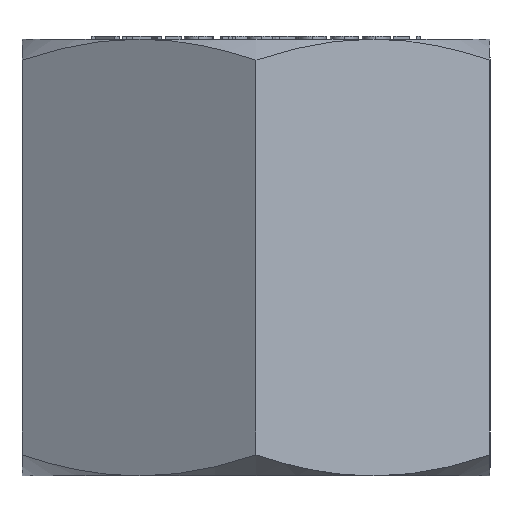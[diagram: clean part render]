
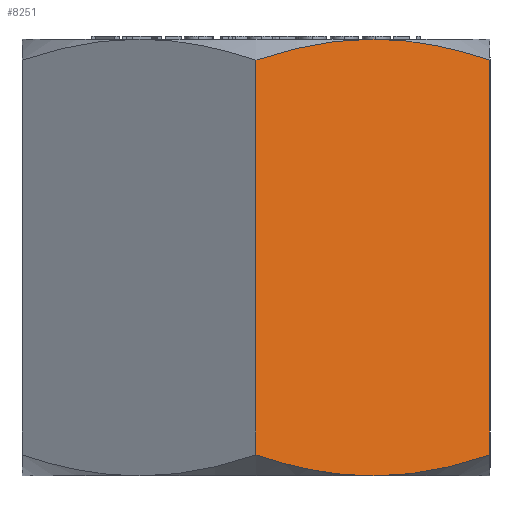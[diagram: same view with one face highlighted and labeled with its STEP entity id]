
A CAD part, front view. The second image highlights one B-rep face of the part: STEP entity #8251.
In plain terms, the highlighted planar face has unit normal (0.5, -0.866, 0).
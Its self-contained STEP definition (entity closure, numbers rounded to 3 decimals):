
#100 =( BOUNDED_CURVE ( )  B_SPLINE_CURVE ( 2, ( #10241, #10242, #10243 ),
 .UNSPECIFIED., .F., .F. ) 
 B_SPLINE_CURVE_WITH_KNOTS ( ( 3, 3 ),
 ( 0.373, 0.871 ),
 .UNSPECIFIED. ) 
 CURVE ( )  GEOMETRIC_REPRESENTATION_ITEM ( )  RATIONAL_B_SPLINE_CURVE ( ( 1.058, 1.068, 1. ) ) 
 REPRESENTATION_ITEM ( '' )  );
#115 =( BOUNDED_CURVE ( )  B_SPLINE_CURVE ( 2, ( #9908, #9909, #9910 ),
 .UNSPECIFIED., .F., .F. ) 
 B_SPLINE_CURVE_WITH_KNOTS ( ( 3, 3 ),
 ( 0.871, 1.369 ),
 .UNSPECIFIED. ) 
 CURVE ( )  GEOMETRIC_REPRESENTATION_ITEM ( )  RATIONAL_B_SPLINE_CURVE ( ( 1., 1.068, 1.058 ) ) 
 REPRESENTATION_ITEM ( '' )  );
#141 =( BOUNDED_CURVE ( )  B_SPLINE_CURVE ( 2, ( #11451, #11452, #11453 ),
 .UNSPECIFIED., .F., .F. ) 
 B_SPLINE_CURVE_WITH_KNOTS ( ( 3, 3 ),
 ( 0.871, 1.369 ),
 .UNSPECIFIED. ) 
 CURVE ( )  GEOMETRIC_REPRESENTATION_ITEM ( )  RATIONAL_B_SPLINE_CURVE ( ( 1., 1.068, 1.058 ) ) 
 REPRESENTATION_ITEM ( '' )  );
#147 =( BOUNDED_CURVE ( )  B_SPLINE_CURVE ( 2, ( #13421, #13426, #13428 ),
 .UNSPECIFIED., .F., .F. ) 
 B_SPLINE_CURVE_WITH_KNOTS ( ( 3, 3 ),
 ( 0.373, 0.871 ),
 .UNSPECIFIED. ) 
 CURVE ( )  GEOMETRIC_REPRESENTATION_ITEM ( )  RATIONAL_B_SPLINE_CURVE ( ( 1.058, 1.068, 1. ) ) 
 REPRESENTATION_ITEM ( '' )  );
#829 = VERTEX_POINT ( 'NONE', #13131 ) ;
#1092 = FACE_OUTER_BOUND ( 'NONE', #8538, .T. ) ;
#1600 = LINE ( 'NONE', #9692, #1601 ) ;
#1601 = VECTOR ( 'NONE', #9693, 1000. ) ;
#1757 = CARTESIAN_POINT ( 'NONE',  ( 0., -8.66, 0. ) ) ;
#1758 = DIRECTION ( 'NONE',  ( 0., 0., 1. ) ) ;
#1785 = CARTESIAN_POINT ( 'NONE',  ( 7.5, -4.33, 13.33 ) ) ;
#1824 = CARTESIAN_POINT ( 'NONE',  ( 7.5, -4.33, 0.67 ) ) ;
#1828 = CARTESIAN_POINT ( 'NONE',  ( 0., -8.66, 13.33 ) ) ;
#1956 = CARTESIAN_POINT ( 'NONE',  ( 0., -8.66, 0.67 ) ) ;
#2548 = ORIENTED_EDGE ( 'NONE', *, *, #4025, .T. ) ;
#2630 = ORIENTED_EDGE ( 'NONE', *, *, #3906, .T. ) ;
#2700 = PLANE ( 'NONE',  #6014 ) ;
#2701 = CARTESIAN_POINT ( 'NONE',  ( 0., -8.66, 0. ) ) ;
#2703 = DIRECTION ( 'NONE',  ( 0.5, -0.866, 0. ) ) ;
#2704 = DIRECTION ( 'NONE',  ( 0.866, 0.5, 0. ) ) ;
#2751 = ORIENTED_EDGE ( 'NONE', *, *, #3971, .T. ) ;
#2909 = ORIENTED_EDGE ( 'NONE', *, *, #3868, .T. ) ;
#3007 = ORIENTED_EDGE ( 'NONE', *, *, #3947, .T. ) ;
#3148 = ORIENTED_EDGE ( 'NONE', *, *, #4080, .F. ) ;
#3868 = EDGE_CURVE ( 'NONE', #4684, #4450, #147, .T. ) ;
#3906 = EDGE_CURVE ( 'NONE', #4450, #4500, #141, .T. ) ;
#3947 = EDGE_CURVE ( 'NONE', #4500, #4461, #1600, .T. ) ;
#3971 = EDGE_CURVE ( 'NONE', #829, #4504, #115, .T. ) ;
#4025 = EDGE_CURVE ( 'NONE', #4461, #829, #100, .T. ) ;
#4080 = EDGE_CURVE ( 'NONE', #4684, #4504, #11658, .T. ) ;
#4450 = VERTEX_POINT ( 'NONE', #13749 ) ;
#4461 = VERTEX_POINT ( 'NONE', #1785 ) ;
#4500 = VERTEX_POINT ( 'NONE', #1824 ) ;
#4504 = VERTEX_POINT ( 'NONE', #1828 ) ;
#4684 = VERTEX_POINT ( 'NONE', #1956 ) ;
#6014 = AXIS2_PLACEMENT_3D ( 'NONE', #2701, #2703, #2704 ) ;
#8251 = ADVANCED_FACE ( 'NONE', ( #1092 ), #2700, .T. ) ;
#8538 = EDGE_LOOP ( 'NONE', ( #2548, #2751, #3148, #2909, #2630, #3007 ) ) ;
#9692 = CARTESIAN_POINT ( 'NONE',  ( 7.5, -4.33, 0. ) ) ;
#9693 = DIRECTION ( 'NONE',  ( 0., 0., 1. ) ) ;
#9908 = CARTESIAN_POINT ( 'NONE',  ( 3.75, -6.495, 14. ) ) ;
#9909 = CARTESIAN_POINT ( 'NONE',  ( 2.01, -7.5, 14. ) ) ;
#9910 = CARTESIAN_POINT ( 'NONE',  ( 0., -8.66, 13.33 ) ) ;
#10241 = CARTESIAN_POINT ( 'NONE',  ( 7.5, -4.33, 13.33 ) ) ;
#10242 = CARTESIAN_POINT ( 'NONE',  ( 5.49, -5.49, 14. ) ) ;
#10243 = CARTESIAN_POINT ( 'NONE',  ( 3.75, -6.495, 14. ) ) ;
#11451 = CARTESIAN_POINT ( 'NONE',  ( 3.75, -6.495, 0. ) ) ;
#11452 = CARTESIAN_POINT ( 'NONE',  ( 5.49, -5.49, 0. ) ) ;
#11453 = CARTESIAN_POINT ( 'NONE',  ( 7.5, -4.33, 0.67 ) ) ;
#11658 = LINE ( 'NONE', #1757, #11675 ) ;
#11675 = VECTOR ( 'NONE', #1758, 1000. ) ;
#13131 = CARTESIAN_POINT ( 'NONE',  ( 3.75, -6.495, 14. ) ) ;
#13421 = CARTESIAN_POINT ( 'NONE',  ( 0., -8.66, 0.67 ) ) ;
#13426 = CARTESIAN_POINT ( 'NONE',  ( 2.01, -7.5, 0. ) ) ;
#13428 = CARTESIAN_POINT ( 'NONE',  ( 3.75, -6.495, 0. ) ) ;
#13749 = CARTESIAN_POINT ( 'NONE',  ( 3.75, -6.495, 0. ) ) ;
